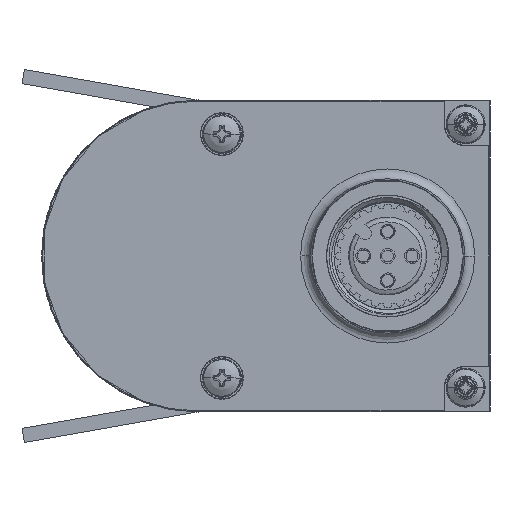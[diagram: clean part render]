
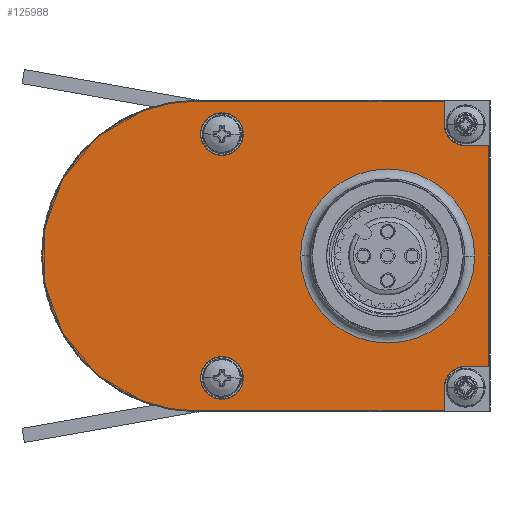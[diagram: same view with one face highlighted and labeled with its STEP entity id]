
A CAD part, left-side view. The second image highlights one B-rep face of the part: STEP entity #125988.
In plain terms, the highlighted planar face has unit normal (-1, 0, 0).
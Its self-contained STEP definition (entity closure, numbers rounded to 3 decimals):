
#59074=CARTESIAN_POINT('',(-431.,30.,0.));
#59075=DIRECTION('',(-1.,0.,0.));
#59076=DIRECTION('',(0.,0.,1.));
#59077=AXIS2_PLACEMENT_3D('',#59074,#59075,#59076);
#59079=DIRECTION('',(0.,1.,0.));
#59080=VECTOR('',#59079,25.3);
#59081=CARTESIAN_POINT('',(-431.,4.7,15.895));
#59082=LINE('',#59081,#59080);
#59083=DIRECTION('',(0.,0.,-1.));
#59084=VECTOR('',#59083,2.395);
#59085=CARTESIAN_POINT('',(-431.,4.7,15.895));
#59086=LINE('',#59085,#59084);
#59087=CARTESIAN_POINT('',(-431.,2.5,13.5));
#59088=DIRECTION('',(-1.,0.,0.));
#59089=DIRECTION('',(0.,1.,0.));
#59090=AXIS2_PLACEMENT_3D('',#59087,#59088,#59089);
#59092=DIRECTION('',(0.,1.,0.));
#59093=VECTOR('',#59092,2.395);
#59094=CARTESIAN_POINT('',(-431.,0.105,11.3));
#59095=LINE('',#59094,#59093);
#59096=DIRECTION('',(0.,0.,1.));
#59097=VECTOR('',#59096,22.6);
#59098=CARTESIAN_POINT('',(-431.,0.105,-11.3));
#59099=LINE('',#59098,#59097);
#59100=DIRECTION('',(0.,1.,0.));
#59101=VECTOR('',#59100,2.395);
#59102=CARTESIAN_POINT('',(-431.,0.105,-11.3));
#59103=LINE('',#59102,#59101);
#59104=CARTESIAN_POINT('',(-431.,2.5,-13.5));
#59105=DIRECTION('',(-1.,0.,0.));
#59106=DIRECTION('',(0.,0.,1.));
#59107=AXIS2_PLACEMENT_3D('',#59104,#59105,#59106);
#59109=DIRECTION('',(0.,0.,1.));
#59110=VECTOR('',#59109,2.395);
#59111=CARTESIAN_POINT('',(-431.,4.7,-15.895));
#59112=LINE('',#59111,#59110);
#59113=DIRECTION('',(0.,1.,0.));
#59114=VECTOR('',#59113,25.3);
#59115=CARTESIAN_POINT('',(-431.,4.7,-15.895));
#59116=LINE('',#59115,#59114);
#59117=CARTESIAN_POINT('',(-431.,27.5,12.5));
#59118=DIRECTION('',(-1.,0.,0.));
#59119=DIRECTION('',(0.,0.,1.));
#59120=AXIS2_PLACEMENT_3D('',#59117,#59118,#59119);
#59122=CARTESIAN_POINT('',(-431.,27.5,12.5));
#59123=DIRECTION('',(-1.,0.,0.));
#59124=DIRECTION('',(0.,0.,-1.));
#59125=AXIS2_PLACEMENT_3D('',#59122,#59123,#59124);
#59127=CARTESIAN_POINT('',(-431.,27.5,-12.5));
#59128=DIRECTION('',(-1.,0.,0.));
#59129=DIRECTION('',(0.,0.,1.));
#59130=AXIS2_PLACEMENT_3D('',#59127,#59128,#59129);
#59132=CARTESIAN_POINT('',(-431.,27.5,-12.5));
#59133=DIRECTION('',(-1.,0.,0.));
#59134=DIRECTION('',(0.,0.,-1.));
#59135=AXIS2_PLACEMENT_3D('',#59132,#59133,#59134);
#59137=CARTESIAN_POINT('',(-431.,10.5,0.));
#59138=DIRECTION('',(-1.,0.,0.));
#59139=DIRECTION('',(0.,1.,0.));
#59140=AXIS2_PLACEMENT_3D('',#59137,#59138,#59139);
#59142=CARTESIAN_POINT('',(-431.,10.5,0.));
#59143=DIRECTION('',(-1.,0.,0.));
#59144=DIRECTION('',(0.,-1.,0.));
#59145=AXIS2_PLACEMENT_3D('',#59142,#59143,#59144);
#90509=CARTESIAN_POINT('',(-431.,30.,15.895));
#90511=VERTEX_POINT('',#90509);
#90513=CARTESIAN_POINT('',(-431.,30.,-15.895));
#90515=VERTEX_POINT('',#90513);
#90524=CARTESIAN_POINT('',(-431.,27.5,14.7));
#90525=CARTESIAN_POINT('',(-431.,27.5,10.3));
#90526=VERTEX_POINT('',#90524);
#90527=VERTEX_POINT('',#90525);
#90528=CARTESIAN_POINT('',(-431.,27.5,-10.3));
#90529=CARTESIAN_POINT('',(-431.,27.5,-14.7));
#90530=VERTEX_POINT('',#90528);
#90531=VERTEX_POINT('',#90529);
#90586=CARTESIAN_POINT('',(-431.,19.425,0.));
#90587=CARTESIAN_POINT('',(-431.,1.575,0.));
#90588=VERTEX_POINT('',#90586);
#90589=VERTEX_POINT('',#90587);
#90610=CARTESIAN_POINT('',(-431.,4.7,13.5));
#90611=CARTESIAN_POINT('',(-431.,2.5,11.3));
#90612=VERTEX_POINT('',#90610);
#90613=VERTEX_POINT('',#90611);
#90614=CARTESIAN_POINT('',(-431.,2.5,-11.3));
#90615=CARTESIAN_POINT('',(-431.,4.7,-13.5));
#90616=VERTEX_POINT('',#90614);
#90617=VERTEX_POINT('',#90615);
#90618=CARTESIAN_POINT('',(-431.,4.7,15.895));
#90619=VERTEX_POINT('',#90618);
#90620=CARTESIAN_POINT('',(-431.,0.105,11.3));
#90621=VERTEX_POINT('',#90620);
#90622=CARTESIAN_POINT('',(-431.,0.105,-11.3));
#90623=VERTEX_POINT('',#90622);
#90624=CARTESIAN_POINT('',(-431.,4.7,-15.895));
#90625=VERTEX_POINT('',#90624);
#125947=CARTESIAN_POINT('',(-431.,30.,0.));
#125948=DIRECTION('',(-1.,0.,0.));
#125949=DIRECTION('',(0.,0.,1.));
#125950=AXIS2_PLACEMENT_3D('',#125947,#125948,#125949);
#125951=PLANE('',#125950);
#125952=ORIENTED_EDGE('',*,*,#125939,.F.);
#125953=ORIENTED_EDGE('',*,*,#100372,.F.);
#125955=ORIENTED_EDGE('',*,*,#125954,.T.);
#125957=ORIENTED_EDGE('',*,*,#125956,.T.);
#125959=ORIENTED_EDGE('',*,*,#125958,.F.);
#125960=ORIENTED_EDGE('',*,*,#100256,.F.);
#125962=ORIENTED_EDGE('',*,*,#125961,.T.);
#125964=ORIENTED_EDGE('',*,*,#125963,.T.);
#125966=ORIENTED_EDGE('',*,*,#125965,.F.);
#125967=ORIENTED_EDGE('',*,*,#100628,.T.);
#125968=EDGE_LOOP('',(#125952,#125953,#125955,#125957,#125959,#125960,#125962,
#125964,#125966,#125967));
#125969=FACE_OUTER_BOUND('',#125968,.F.);
#125971=ORIENTED_EDGE('',*,*,#125970,.T.);
#125973=ORIENTED_EDGE('',*,*,#125972,.T.);
#125974=EDGE_LOOP('',(#125971,#125973));
#125975=FACE_BOUND('',#125974,.F.);
#125977=ORIENTED_EDGE('',*,*,#125976,.T.);
#125979=ORIENTED_EDGE('',*,*,#125978,.T.);
#125980=EDGE_LOOP('',(#125977,#125979));
#125981=FACE_BOUND('',#125980,.F.);
#125983=ORIENTED_EDGE('',*,*,#125982,.T.);
#125985=ORIENTED_EDGE('',*,*,#125984,.T.);
#125986=EDGE_LOOP('',(#125983,#125985));
#125987=FACE_BOUND('',#125986,.F.);
#125988=ADVANCED_FACE('',(#125969,#125975,#125981,#125987),#125951,.T.);
#59078=CIRCLE('',#59077,15.895);
#59091=CIRCLE('',#59090,2.2);
#59108=CIRCLE('',#59107,2.2);
#59121=CIRCLE('',#59120,2.2);
#59126=CIRCLE('',#59125,2.2);
#59131=CIRCLE('',#59130,2.2);
#59136=CIRCLE('',#59135,2.2);
#59141=CIRCLE('',#59140,8.925);
#59146=CIRCLE('',#59145,8.925);
#100256=EDGE_CURVE('',#90623,#90621,#59099,.T.);
#100372=EDGE_CURVE('',#90619,#90511,#59082,.T.);
#100628=EDGE_CURVE('',#90625,#90515,#59116,.T.);
#125939=EDGE_CURVE('',#90511,#90515,#59078,.T.);
#125954=EDGE_CURVE('',#90619,#90612,#59086,.T.);
#125956=EDGE_CURVE('',#90612,#90613,#59091,.T.);
#125958=EDGE_CURVE('',#90621,#90613,#59095,.T.);
#125961=EDGE_CURVE('',#90623,#90616,#59103,.T.);
#125963=EDGE_CURVE('',#90616,#90617,#59108,.T.);
#125965=EDGE_CURVE('',#90625,#90617,#59112,.T.);
#125970=EDGE_CURVE('',#90526,#90527,#59121,.T.);
#125972=EDGE_CURVE('',#90527,#90526,#59126,.T.);
#125976=EDGE_CURVE('',#90530,#90531,#59131,.T.);
#125978=EDGE_CURVE('',#90531,#90530,#59136,.T.);
#125982=EDGE_CURVE('',#90588,#90589,#59141,.T.);
#125984=EDGE_CURVE('',#90589,#90588,#59146,.T.);
